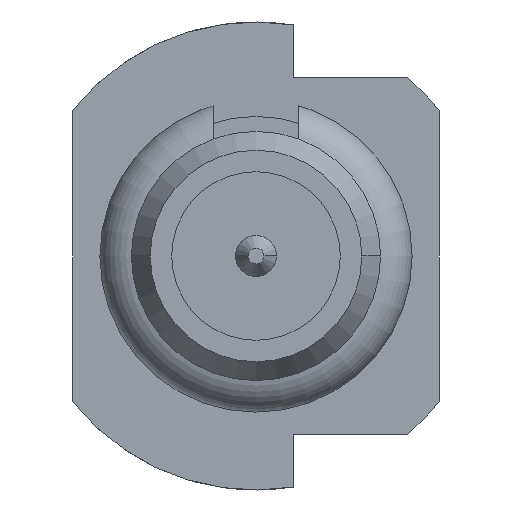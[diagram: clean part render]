
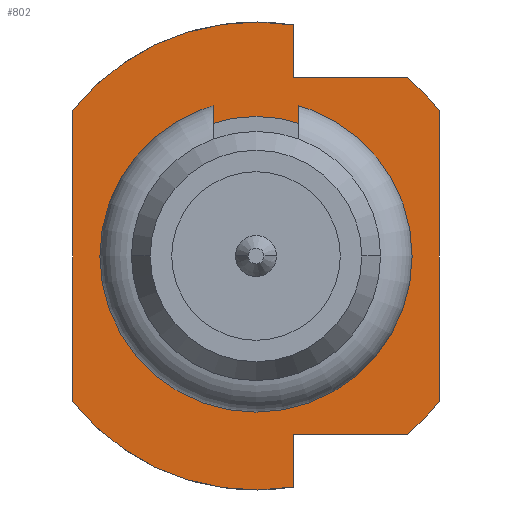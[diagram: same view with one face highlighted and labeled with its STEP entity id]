
A CAD part, left-side view. The second image highlights one B-rep face of the part: STEP entity #802.
In plain terms, the highlighted planar face has unit normal (-1, 0, 0).
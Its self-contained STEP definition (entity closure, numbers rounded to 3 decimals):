
#62=CARTESIAN_POINT('',(-4.445,0.,0.));
#63=DIRECTION('',(-1.,0.,0.));
#64=DIRECTION('',(0.,0.784,-0.621));
#65=AXIS2_PLACEMENT_3D('',#62,#63,#64);
#83=DIRECTION('',(0.,1.,0.));
#84=VECTOR('',#83,1.094);
#85=CARTESIAN_POINT('',(-4.445,-1.449,1.702));
#86=LINE('',#85,#84);
#87=DIRECTION('',(0.,0.,1.));
#88=VECTOR('',#87,2.775);
#89=CARTESIAN_POINT('',(-4.445,-1.753,-1.387));
#90=LINE('',#89,#88);
#91=DIRECTION('',(0.,-1.,0.));
#92=VECTOR('',#91,1.094);
#93=CARTESIAN_POINT('',(-4.445,-0.356,-1.702));
#94=LINE('',#93,#92);
#95=DIRECTION('',(0.,0.,1.));
#96=VECTOR('',#95,0.505);
#97=CARTESIAN_POINT('',(-4.445,-0.356,-2.207));
#98=LINE('',#97,#96);
#99=DIRECTION('',(0.,0.,-1.));
#100=VECTOR('',#99,2.775);
#101=CARTESIAN_POINT('',(-4.445,1.753,1.387));
#102=LINE('',#101,#100);
#103=DIRECTION('',(0.,0.,1.));
#104=VECTOR('',#103,0.505);
#105=CARTESIAN_POINT('',(-4.445,-0.356,1.702));
#106=LINE('',#105,#104);
#107=CARTESIAN_POINT('',(-4.445,0.,0.));
#108=DIRECTION('',(1.,0.,0.));
#109=DIRECTION('',(0.,1.,0.));
#110=AXIS2_PLACEMENT_3D('',#107,#108,#109);
#112=CARTESIAN_POINT('',(-4.445,0.,0.));
#113=DIRECTION('',(1.,0.,0.));
#114=DIRECTION('',(0.,-1.,0.));
#115=AXIS2_PLACEMENT_3D('',#112,#113,#114);
#126=CARTESIAN_POINT('',(-4.445,0.,0.));
#127=DIRECTION('',(-1.,0.,0.));
#128=DIRECTION('',(0.,-0.784,0.621));
#129=AXIS2_PLACEMENT_3D('',#126,#127,#128);
#139=CARTESIAN_POINT('',(-4.445,0.,0.));
#140=DIRECTION('',(-1.,0.,0.));
#141=DIRECTION('',(0.,-0.648,-0.761));
#142=AXIS2_PLACEMENT_3D('',#139,#140,#141);
#166=CARTESIAN_POINT('',(-4.445,0.,0.));
#167=DIRECTION('',(-1.,0.,0.));
#168=DIRECTION('',(0.,-0.159,0.987));
#169=AXIS2_PLACEMENT_3D('',#166,#167,#168);
#537=CARTESIAN_POINT('',(-4.445,1.334,0.));
#538=CARTESIAN_POINT('',(-4.445,-1.334,0.));
#539=VERTEX_POINT('',#537);
#540=VERTEX_POINT('',#538);
#561=CARTESIAN_POINT('',(-4.445,1.753,1.387));
#562=CARTESIAN_POINT('',(-4.445,1.753,-1.387));
#563=VERTEX_POINT('',#561);
#564=VERTEX_POINT('',#562);
#565=CARTESIAN_POINT('',(-4.445,-1.753,-1.387));
#566=CARTESIAN_POINT('',(-4.445,-1.753,1.387));
#567=VERTEX_POINT('',#565);
#568=VERTEX_POINT('',#566);
#577=CARTESIAN_POINT('',(-4.445,-1.449,1.702));
#578=CARTESIAN_POINT('',(-4.445,-0.356,1.702));
#579=VERTEX_POINT('',#577);
#580=VERTEX_POINT('',#578);
#581=CARTESIAN_POINT('',(-4.445,-0.356,2.207));
#582=VERTEX_POINT('',#581);
#583=CARTESIAN_POINT('',(-4.445,-0.356,-2.207));
#584=CARTESIAN_POINT('',(-4.445,-0.356,-1.702));
#585=VERTEX_POINT('',#583);
#586=VERTEX_POINT('',#584);
#587=CARTESIAN_POINT('',(-4.445,-1.449,-1.702));
#588=VERTEX_POINT('',#587);
#772=CARTESIAN_POINT('',(-4.445,0.,0.));
#773=DIRECTION('',(-1.,0.,0.));
#774=DIRECTION('',(0.,0.,1.));
#775=AXIS2_PLACEMENT_3D('',#772,#773,#774);
#776=PLANE('',#775);
#778=ORIENTED_EDGE('',*,*,#777,.F.);
#780=ORIENTED_EDGE('',*,*,#779,.F.);
#782=ORIENTED_EDGE('',*,*,#781,.F.);
#784=ORIENTED_EDGE('',*,*,#783,.F.);
#785=ORIENTED_EDGE('',*,*,#765,.F.);
#786=ORIENTED_EDGE('',*,*,#753,.F.);
#787=ORIENTED_EDGE('',*,*,#735,.F.);
#789=ORIENTED_EDGE('',*,*,#788,.F.);
#791=ORIENTED_EDGE('',*,*,#790,.F.);
#793=ORIENTED_EDGE('',*,*,#792,.F.);
#794=EDGE_LOOP('',(#778,#780,#782,#784,#785,#786,#787,#789,#791,#793));
#795=FACE_OUTER_BOUND('',#794,.F.);
#797=ORIENTED_EDGE('',*,*,#796,.F.);
#799=ORIENTED_EDGE('',*,*,#798,.F.);
#800=EDGE_LOOP('',(#797,#799));
#801=FACE_BOUND('',#800,.F.);
#802=ADVANCED_FACE('',(#795,#801),#776,.T.);
#66=CIRCLE('',#65,2.235);
#111=CIRCLE('',#110,1.334);
#116=CIRCLE('',#115,1.334);
#130=CIRCLE('',#129,2.235);
#143=CIRCLE('',#142,2.235);
#170=CIRCLE('',#169,2.235);
#735=EDGE_CURVE('',#564,#585,#66,.T.);
#753=EDGE_CURVE('',#585,#586,#98,.T.);
#765=EDGE_CURVE('',#586,#588,#94,.T.);
#777=EDGE_CURVE('',#579,#580,#86,.T.);
#779=EDGE_CURVE('',#568,#579,#130,.T.);
#781=EDGE_CURVE('',#567,#568,#90,.T.);
#783=EDGE_CURVE('',#588,#567,#143,.T.);
#788=EDGE_CURVE('',#563,#564,#102,.T.);
#790=EDGE_CURVE('',#582,#563,#170,.T.);
#792=EDGE_CURVE('',#580,#582,#106,.T.);
#796=EDGE_CURVE('',#539,#540,#111,.T.);
#798=EDGE_CURVE('',#540,#539,#116,.T.);
